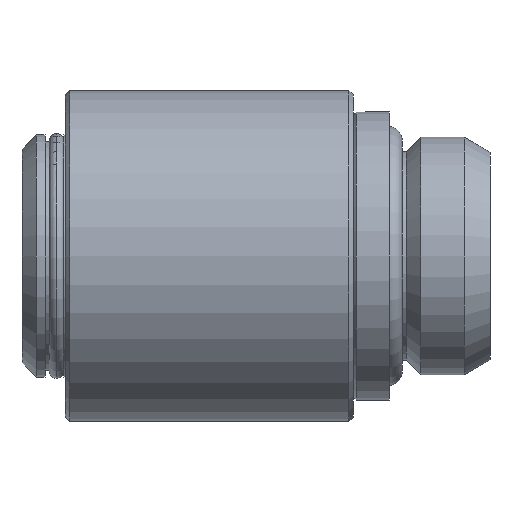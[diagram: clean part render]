
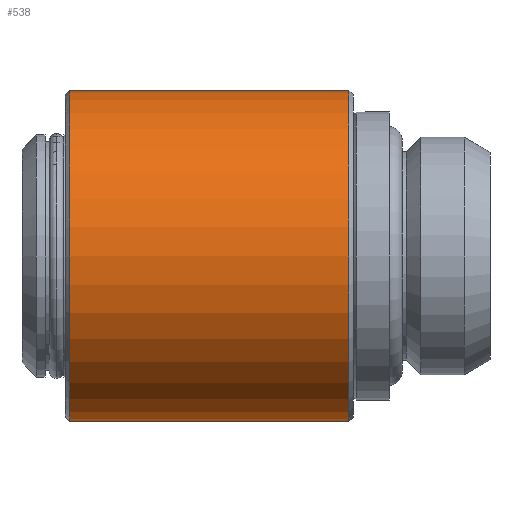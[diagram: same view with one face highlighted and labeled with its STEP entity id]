
A CAD part, left-side view. The second image highlights one B-rep face of the part: STEP entity #538.
In plain terms, the highlighted cylindrical face has radius 11.5 mm (diameter 23 mm), a partial arc.
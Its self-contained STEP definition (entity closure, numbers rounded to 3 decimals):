
#327 = VERTEX_POINT ( 'NONE', #1443 ) ;
#329 = VERTEX_POINT ( 'NONE', #1441 ) ;
#367 = VERTEX_POINT ( 'NONE', #1537 ) ;
#423 = EDGE_CURVE ( 'NONE', #452, #327, #1672, .T. ) ;
#428 = EDGE_CURVE ( 'NONE', #367, #329, #1666, .T. ) ;
#452 = VERTEX_POINT ( 'NONE', #1770 ) ;
#529 = EDGE_CURVE ( 'NONE', #329, #327, #2400, .T. ) ;
#530 = ORIENTED_EDGE ( 'NONE', *, *, #423, .T. ) ;
#538 = ADVANCED_FACE ( 'NONE', ( #2392 ), #2388, .T. ) ;
#600 = EDGE_LOOP ( 'NONE', ( #668, #610, #530, #626 ) ) ;
#610 = ORIENTED_EDGE ( 'NONE', *, *, #611, .T. ) ;
#611 = EDGE_CURVE ( 'NONE', #367, #452, #2563, .T. ) ;
#626 = ORIENTED_EDGE ( 'NONE', *, *, #529, .F. ) ;
#668 = ORIENTED_EDGE ( 'NONE', *, *, #428, .F. ) ;
#1441 = CARTESIAN_POINT ( 'NONE',  ( 0., -9.7, 11.5 ) ) ;
#1443 = CARTESIAN_POINT ( 'NONE',  ( 0., -9.7, -11.5 ) ) ;
#1537 = CARTESIAN_POINT ( 'NONE',  ( 0., 9.7, 11.5 ) ) ;
#1663 = DIRECTION ( 'NONE',  ( 0., -1., 0. ) ) ;
#1664 = VECTOR ( 'NONE', #1663, 1000. ) ;
#1665 = CARTESIAN_POINT ( 'NONE',  ( 0., -9.881, 11.5 ) ) ;
#1666 = LINE ( 'NONE', #1665, #1664 ) ;
#1669 = DIRECTION ( 'NONE',  ( 0., -1., 0. ) ) ;
#1670 = VECTOR ( 'NONE', #1669, 1000. ) ;
#1671 = CARTESIAN_POINT ( 'NONE',  ( 0., -9.881, -11.5 ) ) ;
#1672 = LINE ( 'NONE', #1671, #1670 ) ;
#1770 = CARTESIAN_POINT ( 'NONE',  ( 0., 9.7, -11.5 ) ) ;
#2384 = DIRECTION ( 'NONE',  ( 0., 0., -1. ) ) ;
#2385 = DIRECTION ( 'NONE',  ( 0., -1., 0. ) ) ;
#2386 = AXIS2_PLACEMENT_3D ( 'NONE', #2387, #2385, #2384 ) ;
#2387 = CARTESIAN_POINT ( 'NONE',  ( 0., -9.881, 0. ) ) ;
#2388 = CYLINDRICAL_SURFACE ( 'NONE', #2386, 11.5 ) ;
#2392 = FACE_OUTER_BOUND ( 'NONE', #600, .T. ) ;
#2396 = DIRECTION ( 'NONE',  ( 0., 0., -1. ) ) ;
#2397 = DIRECTION ( 'NONE',  ( 0., -1., 0. ) ) ;
#2398 = CARTESIAN_POINT ( 'NONE',  ( 0., -9.7, 0. ) ) ;
#2399 = AXIS2_PLACEMENT_3D ( 'NONE', #2398, #2397, #2396 ) ;
#2400 = CIRCLE ( 'NONE', #2399, 11.5 ) ;
#2554 = CARTESIAN_POINT ( 'NONE',  ( 0., 9.7, 0. ) ) ;
#2560 = DIRECTION ( 'NONE',  ( 0., 0., -1. ) ) ;
#2561 = DIRECTION ( 'NONE',  ( 0., -1., 0. ) ) ;
#2562 = AXIS2_PLACEMENT_3D ( 'NONE', #2554, #2561, #2560 ) ;
#2563 = CIRCLE ( 'NONE', #2562, 11.5 ) ;
